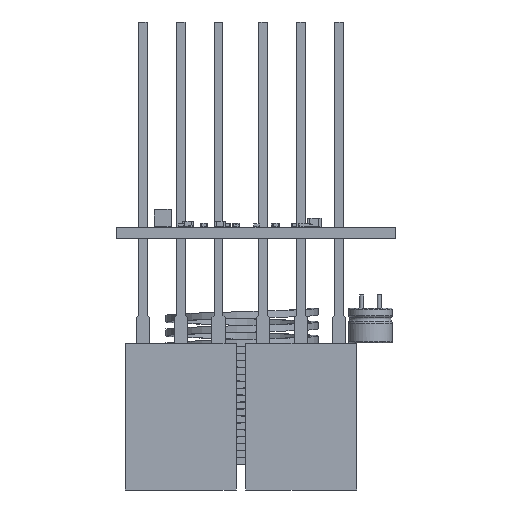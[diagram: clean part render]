
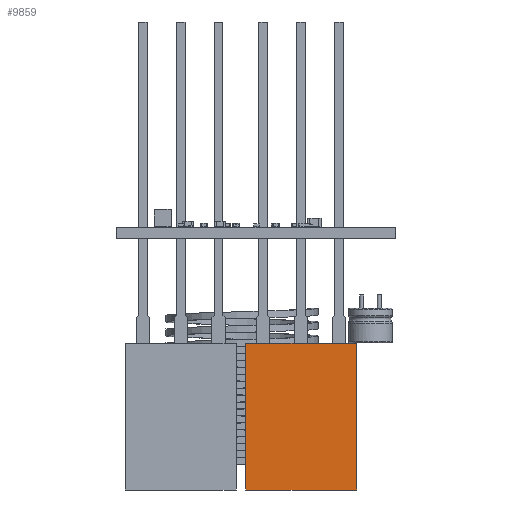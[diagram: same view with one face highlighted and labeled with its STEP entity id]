
A CAD part, front view. The second image highlights one B-rep face of the part: STEP entity #9859.
In plain terms, the highlighted face is planar.
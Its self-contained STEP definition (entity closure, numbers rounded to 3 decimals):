
#9723 = VERTEX_POINT('',#9724);
#9724 = CARTESIAN_POINT('',(-2.52,2.94,4.065));
#9730 = EDGE_CURVE('',#9723,#9731,#9733,.T.);
#9731 = VERTEX_POINT('',#9732);
#9732 = CARTESIAN_POINT('',(-2.52,2.94,25.135));
#9733 = LINE('',#9734,#9735);
#9734 = CARTESIAN_POINT('',(-2.52,2.94,4.065));
#9735 = VECTOR('',#9736,1.);
#9736 = DIRECTION('',(0.,0.,1.));
#9818 = VERTEX_POINT('',#9819);
#9819 = CARTESIAN_POINT('',(13.42,2.94,4.065));
#9825 = EDGE_CURVE('',#9723,#9818,#9826,.T.);
#9826 = LINE('',#9827,#9828);
#9827 = CARTESIAN_POINT('',(-2.52,2.94,4.065));
#9828 = VECTOR('',#9829,1.);
#9829 = DIRECTION('',(1.,0.,0.));
#9842 = VERTEX_POINT('',#9843);
#9843 = CARTESIAN_POINT('',(13.42,2.94,25.135));
#9849 = EDGE_CURVE('',#9731,#9842,#9850,.T.);
#9850 = LINE('',#9851,#9852);
#9851 = CARTESIAN_POINT('',(-2.52,2.94,25.135));
#9852 = VECTOR('',#9853,1.);
#9853 = DIRECTION('',(1.,0.,0.));
#9859 = ADVANCED_FACE('',(#9860),#9871,.T.);
#9860 = FACE_BOUND('',#9861,.T.);
#9861 = EDGE_LOOP('',(#9862,#9863,#9864,#9865));
#9862 = ORIENTED_EDGE('',*,*,#9825,.F.);
#9863 = ORIENTED_EDGE('',*,*,#9730,.T.);
#9864 = ORIENTED_EDGE('',*,*,#9849,.T.);
#9865 = ORIENTED_EDGE('',*,*,#9866,.F.);
#9866 = EDGE_CURVE('',#9818,#9842,#9867,.T.);
#9867 = LINE('',#9868,#9869);
#9868 = CARTESIAN_POINT('',(13.42,2.94,4.065));
#9869 = VECTOR('',#9870,1.);
#9870 = DIRECTION('',(0.,0.,1.));
#9871 = PLANE('',#9872);
#9872 = AXIS2_PLACEMENT_3D('',#9873,#9874,#9875);
#9873 = CARTESIAN_POINT('',(-2.52,2.94,4.065));
#9874 = DIRECTION('',(0.,1.,0.));
#9875 = DIRECTION('',(0.,0.,1.));
